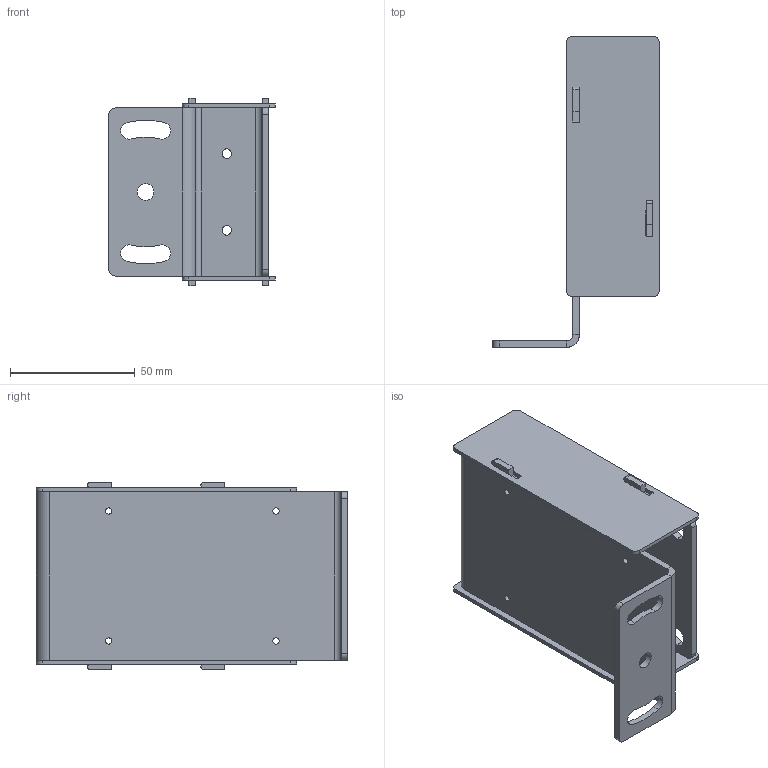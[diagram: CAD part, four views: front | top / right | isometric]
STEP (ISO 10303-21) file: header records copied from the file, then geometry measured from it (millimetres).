
FILE_DESCRIPTION((''),'2;1');
FILE_NAME('156775_SW','2011-10-06T',('banengservice'),('BANNER ENGINEERING'),'PRO/ENGINEER BY PARAMETRIC TECHNOLOGY CORPORATION, 2009141','PRO/ENGINEER BY PARAMETRIC TECHNOLOGY CORPORATION, 2009141','');
FILE_SCHEMA(('CONFIG_CONTROL_DESIGN'));
Length unit declared in the file: inch
Products named in the file (1): 156775_SW
Bounding box: 66.53 x 124.5 x 74.9 mm (x, y, z)
Volume: 60357.9 mm3; surface area: 53888.8 mm2
Topology: 1 solids, 1 shells, 128 faces, 382 edges, 248 vertices
Faces by surface type: cylinder 66, plane 62
Entity records: 4440 total; most frequent: DIRECTION 776, ORIENTED_EDGE 764, CARTESIAN_POINT 758, EDGE_CURVE 382, AXIS2_PLACEMENT_3D 266, VERTEX_POINT 248, VECTOR 244, LINE 244
